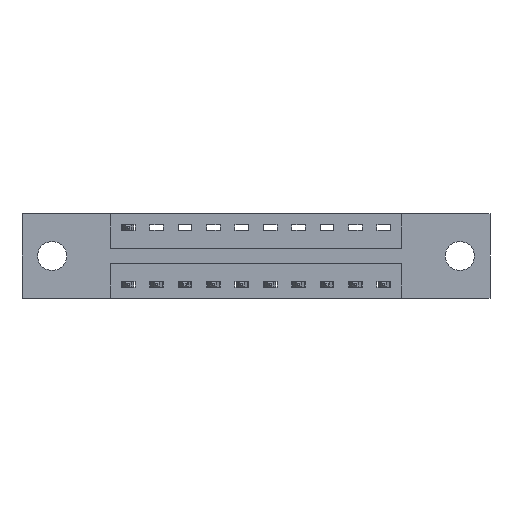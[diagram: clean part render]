
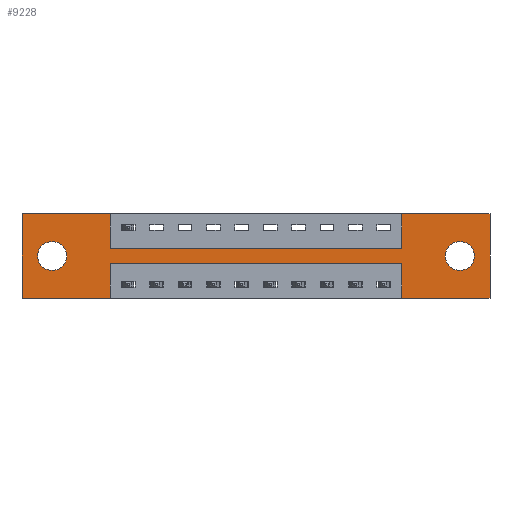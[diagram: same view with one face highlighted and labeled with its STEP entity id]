
A CAD part, front view. The second image highlights one B-rep face of the part: STEP entity #9228.
In plain terms, the highlighted planar face has unit normal (0, -1, 0).
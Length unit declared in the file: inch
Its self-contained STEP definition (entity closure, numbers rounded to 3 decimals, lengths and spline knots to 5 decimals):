
#166 = CARTESIAN_POINT ( 'NONE',  ( 0.1325, 0., -0.185 ) ) ;
#239 = CARTESIAN_POINT ( 'NONE',  ( 0., 0., -0.37 ) ) ;
#265 = CARTESIAN_POINT ( 'NONE',  ( 2.06, 0., 0. ) ) ;
#268 = CARTESIAN_POINT ( 'NONE',  ( 2.06, 0., 0. ) ) ;
#431 = DIRECTION ( 'NONE',  ( 1., 0., 0. ) ) ;
#618 = EDGE_CURVE ( 'NONE', #8286, #9297, #10365, .T. ) ;
#697 = VERTEX_POINT ( 'NONE', #7022 ) ;
#895 = LINE ( 'NONE', #8400, #9112 ) ;
#899 = VECTOR ( 'NONE', #9860, 39.37008 ) ;
#922 = VECTOR ( 'NONE', #6136, 39.37008 ) ;
#1001 = DIRECTION ( 'NONE',  ( 0., 0., 1. ) ) ;
#1099 = EDGE_CURVE ( 'NONE', #1476, #8286, #6683, .T. ) ;
#1160 = ORIENTED_EDGE ( 'NONE', *, *, #3236, .T. ) ;
#1194 = DIRECTION ( 'NONE',  ( -1., 0., 0. ) ) ;
#1226 = CARTESIAN_POINT ( 'NONE',  ( 1.6725, 0., -0.22 ) ) ;
#1427 = VECTOR ( 'NONE', #4209, 39.37008 ) ;
#1476 = VERTEX_POINT ( 'NONE', #3270 ) ;
#1538 = EDGE_CURVE ( 'NONE', #1664, #5374, #9471, .T. ) ;
#1610 = EDGE_CURVE ( 'NONE', #4660, #3708, #4367, .T. ) ;
#1663 = LINE ( 'NONE', #4458, #10052 ) ;
#1664 = VERTEX_POINT ( 'NONE', #10121 ) ;
#1726 = EDGE_CURVE ( 'NONE', #5332, #5456, #5784, .T. ) ;
#1952 = VECTOR ( 'NONE', #8571, 39.37008 ) ;
#1954 = CARTESIAN_POINT ( 'NONE',  ( 0.1325, 0., -0.185 ) ) ;
#2112 = VECTOR ( 'NONE', #7557, 39.37008 ) ;
#2158 = VERTEX_POINT ( 'NONE', #10111 ) ;
#2184 = VERTEX_POINT ( 'NONE', #1226 ) ;
#2213 = ORIENTED_EDGE ( 'NONE', *, *, #1610, .T. ) ;
#2559 = FACE_BOUND ( 'NONE', #9538, .T. ) ;
#2718 = ORIENTED_EDGE ( 'NONE', *, *, #7415, .F. ) ;
#2729 = EDGE_LOOP ( 'NONE', ( #4855, #6719, #7880, #5244, #5204, #5515, #2718, #7612, #10304, #2884, #7367, #7970 ) ) ;
#2787 = DIRECTION ( 'NONE',  ( 0., 0., 1. ) ) ;
#2884 = ORIENTED_EDGE ( 'NONE', *, *, #618, .F. ) ;
#2885 = CARTESIAN_POINT ( 'NONE',  ( 0., 0., 0. ) ) ;
#3236 = EDGE_CURVE ( 'NONE', #3708, #4660, #7399, .T. ) ;
#3270 = CARTESIAN_POINT ( 'NONE',  ( 0., 0., -0.37 ) ) ;
#3383 = LINE ( 'NONE', #2885, #922 ) ;
#3387 = ORIENTED_EDGE ( 'NONE', *, *, #1538, .T. ) ;
#3498 = CARTESIAN_POINT ( 'NONE',  ( 0.3875, 0., 0. ) ) ;
#3565 = DIRECTION ( 'NONE',  ( 0., 0., -1. ) ) ;
#3708 = VERTEX_POINT ( 'NONE', #4833 ) ;
#3744 = CARTESIAN_POINT ( 'NONE',  ( 1.6725, 0., 0. ) ) ;
#3779 = CARTESIAN_POINT ( 'NONE',  ( 0.3875, 0., -0.22 ) ) ;
#3943 = VECTOR ( 'NONE', #4396, 39.37008 ) ;
#4209 = DIRECTION ( 'NONE',  ( 0., 0., -1. ) ) ;
#4367 = CIRCLE ( 'NONE', #9965, 0.064 ) ;
#4396 = DIRECTION ( 'NONE',  ( 0., 0., -1. ) ) ;
#4458 = CARTESIAN_POINT ( 'NONE',  ( 1.6725, 0., -0.37 ) ) ;
#4660 = VERTEX_POINT ( 'NONE', #10133 ) ;
#4799 = DIRECTION ( 'NONE',  ( 0., 1., 0. ) ) ;
#4833 = CARTESIAN_POINT ( 'NONE',  ( 0.1325, 0., -0.121 ) ) ;
#4855 = ORIENTED_EDGE ( 'NONE', *, *, #7713, .F. ) ;
#5028 = EDGE_LOOP ( 'NONE', ( #3387, #10281 ) ) ;
#5069 = AXIS2_PLACEMENT_3D ( 'NONE', #9671, #4799, #10451 ) ;
#5132 = DIRECTION ( 'NONE',  ( -1., 0., 0. ) ) ;
#5163 = EDGE_CURVE ( 'NONE', #9297, #5332, #8646, .T. ) ;
#5174 = LINE ( 'NONE', #6921, #9517 ) ;
#5204 = ORIENTED_EDGE ( 'NONE', *, *, #9763, .F. ) ;
#5244 = ORIENTED_EDGE ( 'NONE', *, *, #7790, .F. ) ;
#5273 = EDGE_CURVE ( 'NONE', #697, #1476, #5174, .T. ) ;
#5322 = CARTESIAN_POINT ( 'NONE',  ( 0.3875, 0., -0.15 ) ) ;
#5332 = VERTEX_POINT ( 'NONE', #10248 ) ;
#5374 = VERTEX_POINT ( 'NONE', #10284 ) ;
#5456 = VERTEX_POINT ( 'NONE', #7163 ) ;
#5515 = ORIENTED_EDGE ( 'NONE', *, *, #10467, .F. ) ;
#5784 = LINE ( 'NONE', #5322, #7672 ) ;
#5803 = LINE ( 'NONE', #6647, #1427 ) ;
#5955 = DIRECTION ( 'NONE',  ( 0., 1., 0. ) ) ;
#5971 = CARTESIAN_POINT ( 'NONE',  ( 1.9275, 0., -0.185 ) ) ;
#6136 = DIRECTION ( 'NONE',  ( 1., 0., 0. ) ) ;
#6184 = LINE ( 'NONE', #9528, #9749 ) ;
#6194 = AXIS2_PLACEMENT_3D ( 'NONE', #5971, #8356, #9029 ) ;
#6477 = CARTESIAN_POINT ( 'NONE',  ( 0.3875, 0., -0.22 ) ) ;
#6647 = CARTESIAN_POINT ( 'NONE',  ( 0.3875, 0., -0.37 ) ) ;
#6683 = LINE ( 'NONE', #9993, #899 ) ;
#6719 = ORIENTED_EDGE ( 'NONE', *, *, #7577, .F. ) ;
#6745 = AXIS2_PLACEMENT_3D ( 'NONE', #166, #5955, #1001 ) ;
#6794 = CIRCLE ( 'NONE', #5069, 0.064 ) ;
#6892 = FACE_BOUND ( 'NONE', #5028, .T. ) ;
#6902 = DIRECTION ( 'NONE',  ( 0., 0., 1. ) ) ;
#6921 = CARTESIAN_POINT ( 'NONE',  ( 0., 0., -0.37 ) ) ;
#7022 = CARTESIAN_POINT ( 'NONE',  ( 0.3875, 0., -0.37 ) ) ;
#7084 = CARTESIAN_POINT ( 'NONE',  ( 2.06, 0., -0.37 ) ) ;
#7090 = DIRECTION ( 'NONE',  ( 0., 0., 1. ) ) ;
#7163 = CARTESIAN_POINT ( 'NONE',  ( 1.6725, 0., -0.15 ) ) ;
#7345 = VERTEX_POINT ( 'NONE', #3744 ) ;
#7367 = ORIENTED_EDGE ( 'NONE', *, *, #1099, .F. ) ;
#7380 = VERTEX_POINT ( 'NONE', #3779 ) ;
#7399 = CIRCLE ( 'NONE', #6745, 0.064 ) ;
#7415 = EDGE_CURVE ( 'NONE', #5456, #7345, #6184, .T. ) ;
#7515 = EDGE_CURVE ( 'NONE', #5374, #1664, #6794, .T. ) ;
#7557 = DIRECTION ( 'NONE',  ( 0., 0., -1. ) ) ;
#7577 = EDGE_CURVE ( 'NONE', #2184, #7380, #8995, .T. ) ;
#7612 = ORIENTED_EDGE ( 'NONE', *, *, #1726, .F. ) ;
#7638 = PLANE ( 'NONE',  #9774 ) ;
#7665 = DIRECTION ( 'NONE',  ( 0., 1., 0. ) ) ;
#7672 = VECTOR ( 'NONE', #431, 39.37008 ) ;
#7713 = EDGE_CURVE ( 'NONE', #7380, #697, #5803, .T. ) ;
#7790 = EDGE_CURVE ( 'NONE', #8049, #2158, #895, .T. ) ;
#7870 = VERTEX_POINT ( 'NONE', #265 ) ;
#7880 = ORIENTED_EDGE ( 'NONE', *, *, #8574, .F. ) ;
#7970 = ORIENTED_EDGE ( 'NONE', *, *, #5273, .F. ) ;
#8049 = VERTEX_POINT ( 'NONE', #7084 ) ;
#8286 = VERTEX_POINT ( 'NONE', #8292 ) ;
#8292 = CARTESIAN_POINT ( 'NONE',  ( 0., 0., 0. ) ) ;
#8356 = DIRECTION ( 'NONE',  ( 0., 1., 0. ) ) ;
#8400 = CARTESIAN_POINT ( 'NONE',  ( 0., 0., -0.37 ) ) ;
#8478 = DIRECTION ( 'NONE',  ( 0., -1., 0. ) ) ;
#8521 = CARTESIAN_POINT ( 'NONE',  ( 0.3875, 0., 0. ) ) ;
#8571 = DIRECTION ( 'NONE',  ( 1., 0., 0. ) ) ;
#8574 = EDGE_CURVE ( 'NONE', #2158, #2184, #1663, .T. ) ;
#8646 = LINE ( 'NONE', #3498, #2112 ) ;
#8740 = VECTOR ( 'NONE', #10487, 39.37008 ) ;
#8838 = FACE_OUTER_BOUND ( 'NONE', #2729, .T. ) ;
#8995 = LINE ( 'NONE', #6477, #8740 ) ;
#9029 = DIRECTION ( 'NONE',  ( 0., 0., -1. ) ) ;
#9112 = VECTOR ( 'NONE', #5132, 39.37008 ) ;
#9228 = ADVANCED_FACE ( 'NONE', ( #6892, #2559, #8838 ), #7638, .T. ) ;
#9297 = VERTEX_POINT ( 'NONE', #8521 ) ;
#9471 = CIRCLE ( 'NONE', #6194, 0.064 ) ;
#9517 = VECTOR ( 'NONE', #1194, 39.37008 ) ;
#9528 = CARTESIAN_POINT ( 'NONE',  ( 1.6725, 0., 0. ) ) ;
#9538 = EDGE_LOOP ( 'NONE', ( #1160, #2213 ) ) ;
#9671 = CARTESIAN_POINT ( 'NONE',  ( 1.9275, 0., -0.185 ) ) ;
#9749 = VECTOR ( 'NONE', #7090, 39.37008 ) ;
#9763 = EDGE_CURVE ( 'NONE', #7870, #8049, #10161, .T. ) ;
#9774 = AXIS2_PLACEMENT_3D ( 'NONE', #239, #8478, #3565 ) ;
#9860 = DIRECTION ( 'NONE',  ( 0., 0., 1. ) ) ;
#9965 = AXIS2_PLACEMENT_3D ( 'NONE', #1954, #7665, #2787 ) ;
#9993 = CARTESIAN_POINT ( 'NONE',  ( 0., 0., 0. ) ) ;
#10052 = VECTOR ( 'NONE', #6902, 39.37008 ) ;
#10111 = CARTESIAN_POINT ( 'NONE',  ( 1.6725, 0., -0.37 ) ) ;
#10121 = CARTESIAN_POINT ( 'NONE',  ( 1.9275, 0., -0.121 ) ) ;
#10133 = CARTESIAN_POINT ( 'NONE',  ( 0.1325, 0., -0.249 ) ) ;
#10161 = LINE ( 'NONE', #268, #3943 ) ;
#10248 = CARTESIAN_POINT ( 'NONE',  ( 0.3875, 0., -0.15 ) ) ;
#10281 = ORIENTED_EDGE ( 'NONE', *, *, #7515, .T. ) ;
#10284 = CARTESIAN_POINT ( 'NONE',  ( 1.9275, 0., -0.249 ) ) ;
#10304 = ORIENTED_EDGE ( 'NONE', *, *, #5163, .F. ) ;
#10365 = LINE ( 'NONE', #10526, #1952 ) ;
#10451 = DIRECTION ( 'NONE',  ( 0., 0., -1. ) ) ;
#10467 = EDGE_CURVE ( 'NONE', #7345, #7870, #3383, .T. ) ;
#10487 = DIRECTION ( 'NONE',  ( -1., 0., 0. ) ) ;
#10526 = CARTESIAN_POINT ( 'NONE',  ( 0., 0., 0. ) ) ;
